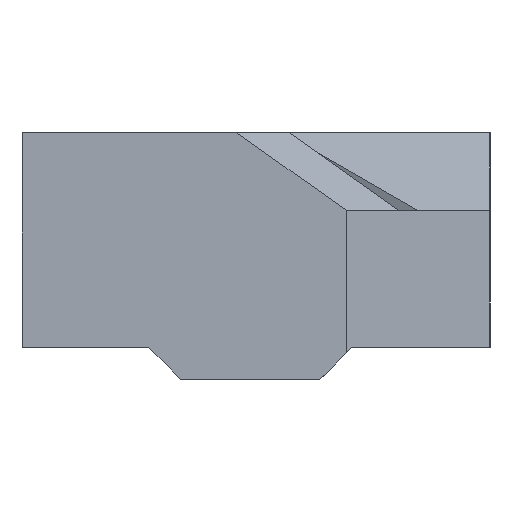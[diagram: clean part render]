
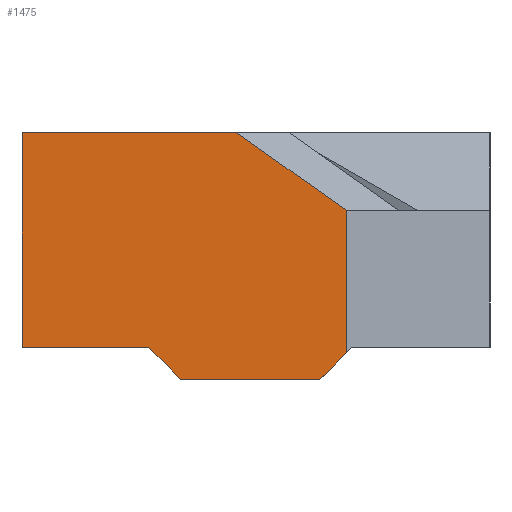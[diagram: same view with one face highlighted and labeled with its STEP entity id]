
A CAD part, left-side view. The second image highlights one B-rep face of the part: STEP entity #1475.
In plain terms, the highlighted planar face has unit normal (-1, 0, 0).
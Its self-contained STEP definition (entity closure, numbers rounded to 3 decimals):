
#178=FACE_OUTER_BOUND('',#261,.T.);
#261=EDGE_LOOP('',(#1246,#1247,#1248,#1249,#1250,#1251,#1252,#1253));
#292=LINE('',#1894,#439);
#299=LINE('',#1908,#446);
#319=LINE('',#1955,#466);
#395=LINE('',#2615,#542);
#408=LINE('',#2645,#555);
#409=LINE('',#2647,#556);
#410=LINE('',#2649,#557);
#411=LINE('',#2650,#558);
#439=VECTOR('',#1595,10.);
#446=VECTOR('',#1606,10.);
#466=VECTOR('',#1640,10.);
#542=VECTOR('',#1750,10.);
#555=VECTOR('',#1779,10.);
#556=VECTOR('',#1780,10.);
#557=VECTOR('',#1781,10.);
#558=VECTOR('',#1782,10.);
#586=VERTEX_POINT('',#1892);
#587=VERTEX_POINT('',#1893);
#592=VERTEX_POINT('',#1907);
#612=VERTEX_POINT('',#1953);
#698=VERTEX_POINT('',#2612);
#699=VERTEX_POINT('',#2614);
#709=VERTEX_POINT('',#2646);
#710=VERTEX_POINT('',#2648);
#730=EDGE_CURVE('',#586,#587,#292,.T.);
#737=EDGE_CURVE('',#587,#592,#299,.T.);
#761=EDGE_CURVE('',#612,#586,#319,.T.);
#887=EDGE_CURVE('',#699,#698,#395,.T.);
#902=EDGE_CURVE('',#699,#612,#408,.T.);
#903=EDGE_CURVE('',#709,#698,#409,.T.);
#904=EDGE_CURVE('',#710,#709,#410,.T.);
#905=EDGE_CURVE('',#592,#710,#411,.T.);
#1246=ORIENTED_EDGE('',*,*,#730,.F.);
#1247=ORIENTED_EDGE('',*,*,#761,.F.);
#1248=ORIENTED_EDGE('',*,*,#902,.F.);
#1249=ORIENTED_EDGE('',*,*,#887,.T.);
#1250=ORIENTED_EDGE('',*,*,#903,.F.);
#1251=ORIENTED_EDGE('',*,*,#904,.F.);
#1252=ORIENTED_EDGE('',*,*,#905,.F.);
#1253=ORIENTED_EDGE('',*,*,#737,.F.);
#1406=PLANE('',#1550);
#1475=ADVANCED_FACE('',(#178),#1406,.T.);
#1550=AXIS2_PLACEMENT_3D('',#2644,#1777,#1778);
#1595=DIRECTION('',(0.,-0.816,-0.577));
#1606=DIRECTION('',(0.,0.,-1.));
#1640=DIRECTION('',(0.,-1.,0.));
#1750=DIRECTION('',(0.,-1.,0.));
#1777=DIRECTION('center_axis',(-1.,0.,0.));
#1778=DIRECTION('ref_axis',(0.,-1.,0.));
#1779=DIRECTION('',(0.,0.,1.));
#1780=DIRECTION('',(0.,0.707,0.707));
#1781=DIRECTION('',(0.,1.,0.));
#1782=DIRECTION('',(0.,0.707,-0.707));
#1892=CARTESIAN_POINT('',(-27.,11.098,9.4));
#1893=CARTESIAN_POINT('',(-27.,6.29,6.));
#1894=CARTESIAN_POINT('',(-27.,7.97,7.188));
#1907=CARTESIAN_POINT('',(-27.,6.29,-0.24));
#1908=CARTESIAN_POINT('',(-27.,6.29,0.));
#1953=CARTESIAN_POINT('',(-27.,20.5,9.4));
#1955=CARTESIAN_POINT('',(-27.,20.5,9.4));
#2612=CARTESIAN_POINT('',(-27.,14.95,0.));
#2614=CARTESIAN_POINT('',(-27.,20.5,0.));
#2615=CARTESIAN_POINT('',(-27.,20.5,0.));
#2644=CARTESIAN_POINT('Origin',(-27.,20.5,0.));
#2645=CARTESIAN_POINT('',(-27.,20.5,0.));
#2646=CARTESIAN_POINT('',(-27.,13.55,-1.4));
#2647=CARTESIAN_POINT('',(-27.,13.663,-1.288));
#2648=CARTESIAN_POINT('',(-27.,7.45,-1.4));
#2649=CARTESIAN_POINT('',(-27.,12.025,-1.4));
#2650=CARTESIAN_POINT('',(-27.,8.037,-1.988));
